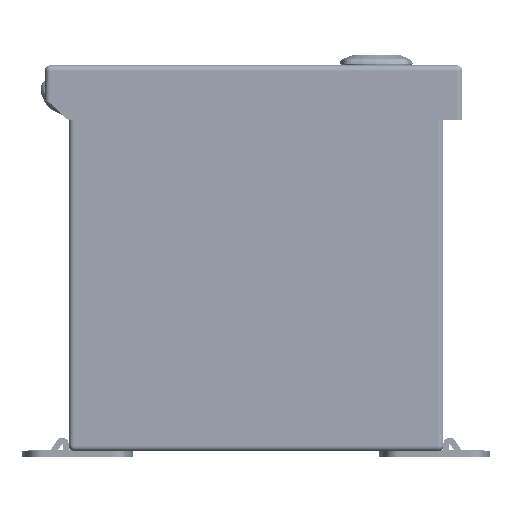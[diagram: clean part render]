
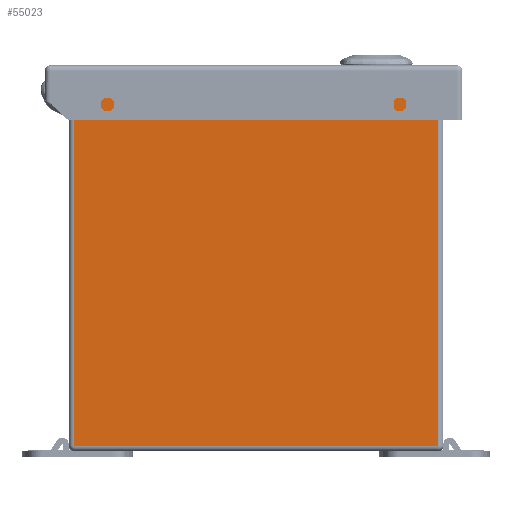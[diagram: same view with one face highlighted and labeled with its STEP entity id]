
A CAD part, front view. The second image highlights one B-rep face of the part: STEP entity #55023.
In plain terms, the highlighted planar face has unit normal (0, -1, 0).
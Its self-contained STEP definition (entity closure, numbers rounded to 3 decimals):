
#3569=LINE('',#80069,#8123);
#3571=LINE('',#80079,#8125);
#3572=LINE('',#80081,#8126);
#3573=LINE('',#80083,#8127);
#3574=LINE('',#80085,#8128);
#3575=LINE('',#80086,#8129);
#8123=VECTOR('',#64730,0.394);
#8125=VECTOR('',#64744,0.394);
#8126=VECTOR('',#64745,0.394);
#8127=VECTOR('',#64746,0.394);
#8128=VECTOR('',#64747,0.394);
#8129=VECTOR('',#64748,0.394);
#13457=FACE_OUTER_BOUND('',#16887,.T.);
#16887=EDGE_LOOP('',(#36614,#36615,#36616,#36617,#36618,#36619));
#22772=VERTEX_POINT('',#80063);
#22774=VERTEX_POINT('',#80067);
#22776=VERTEX_POINT('',#80078);
#22777=VERTEX_POINT('',#80080);
#22778=VERTEX_POINT('',#80082);
#22779=VERTEX_POINT('',#80084);
#28045=EDGE_CURVE('',#22774,#22772,#3569,.T.);
#28050=EDGE_CURVE('',#22776,#22774,#3571,.T.);
#28051=EDGE_CURVE('',#22776,#22777,#3572,.T.);
#28052=EDGE_CURVE('',#22778,#22777,#3573,.T.);
#28053=EDGE_CURVE('',#22779,#22778,#3574,.T.);
#28054=EDGE_CURVE('',#22779,#22772,#3575,.T.);
#36614=ORIENTED_EDGE('',*,*,#28045,.F.);
#36615=ORIENTED_EDGE('',*,*,#28050,.F.);
#36616=ORIENTED_EDGE('',*,*,#28051,.T.);
#36617=ORIENTED_EDGE('',*,*,#28052,.F.);
#36618=ORIENTED_EDGE('',*,*,#28053,.F.);
#36619=ORIENTED_EDGE('',*,*,#28054,.T.);
#53575=PLANE('',#59236);
#55023=ADVANCED_FACE('',(#13457),#53575,.F.);
#59236=AXIS2_PLACEMENT_3D('',#80077,#64742,#64743);
#64730=DIRECTION('',(1.,0.,0.));
#64742=DIRECTION('center_axis',(0.,1.,0.));
#64743=DIRECTION('ref_axis',(0.,0.,1.));
#64744=DIRECTION('',(0.,0.,1.));
#64745=DIRECTION('',(1.,0.,0.));
#64746=DIRECTION('',(0.,0.,-1.));
#64747=DIRECTION('',(1.,0.,0.));
#64748=DIRECTION('',(-1.,0.,0.));
#80063=CARTESIAN_POINT('',(-2.605,-9.,5.914));
#80067=CARTESIAN_POINT('',(-2.914,-9.,5.914));
#80069=CARTESIAN_POINT('',(-1.215,-9.,5.914));
#80077=CARTESIAN_POINT('Origin',(0.527,-9.,3.175));
#80078=CARTESIAN_POINT('',(-2.914,-9.,0.086));
#80079=CARTESIAN_POINT('',(-2.914,-9.,3.175));
#80080=CARTESIAN_POINT('',(2.914,-9.,0.086));
#80081=CARTESIAN_POINT('',(41.53,-9.,0.086));
#80082=CARTESIAN_POINT('',(2.914,-9.,5.914));
#80083=CARTESIAN_POINT('',(2.914,-9.,3.175));
#80084=CARTESIAN_POINT('',(2.605,-9.,5.914));
#80085=CARTESIAN_POINT('',(-1.215,-9.,5.914));
#80086=CARTESIAN_POINT('',(-1.198,-9.,5.914));
